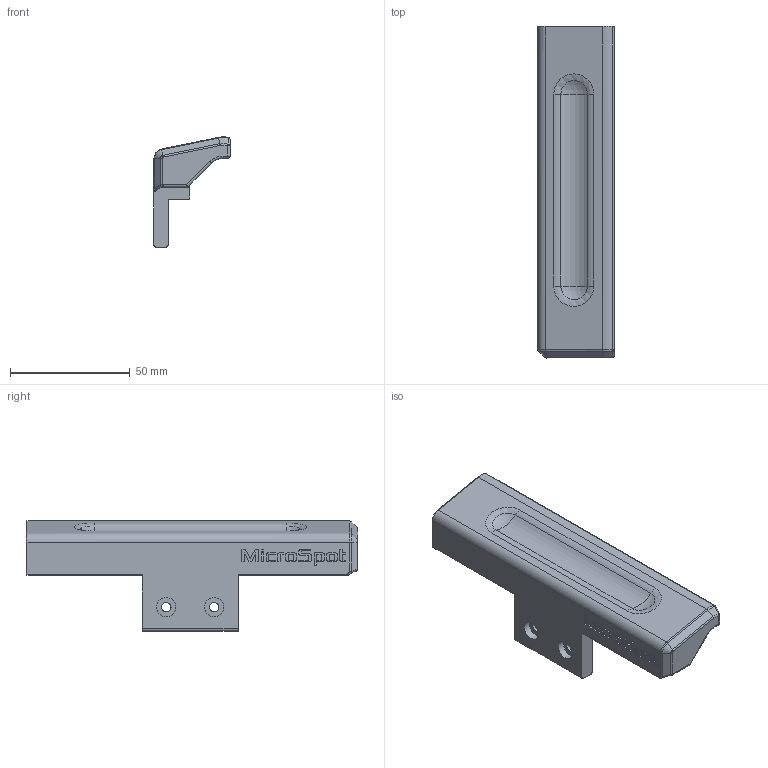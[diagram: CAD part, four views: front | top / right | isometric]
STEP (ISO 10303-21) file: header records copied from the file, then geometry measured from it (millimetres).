
FILE_DESCRIPTION(('FreeCAD Model'),'2;1');
FILE_NAME('LAxisShield.step','2017-06-16T15:18:34',('Author'),('' ),'Open CASCADE STEP processor 6.9','FreeCAD','Unknown');
FILE_SCHEMA(('AUTOMOTIVE_DESIGN_CC2 { 1 2 10303 214 -1 1 5 4 }'));
Length unit declared in the file: millimetre
Products named in the file (2): ASSEMBLY; LAxisShield
Assembly tree (1 placements, depth 2):
  ASSEMBLY
    LAxisShield
Bounding box: 31.8 x 138.5 x 46 mm (x, y, z)
Volume: 54463.7 mm3; surface area: 17206.4 mm2
Topology: 1 solids, 1 shells, 220 faces, 566 edges, 363 vertices
Faces by surface type: plane 122, extrusion 36, cylinder 33, bspline 14, torus 10, sphere 3, cone 2
Full cylindrical faces by diameter (mm): 4 x2, 8 x2
Entity records: 16222 total; most frequent: CARTESIAN_POINT 5187, DIRECTION 1885, VECTOR 1388, LINE 1352, ORIENTED_EDGE 1130, PCURVE 1130, DEFINITIONAL_REPRESENTATION 1130, EDGE_CURVE 565
